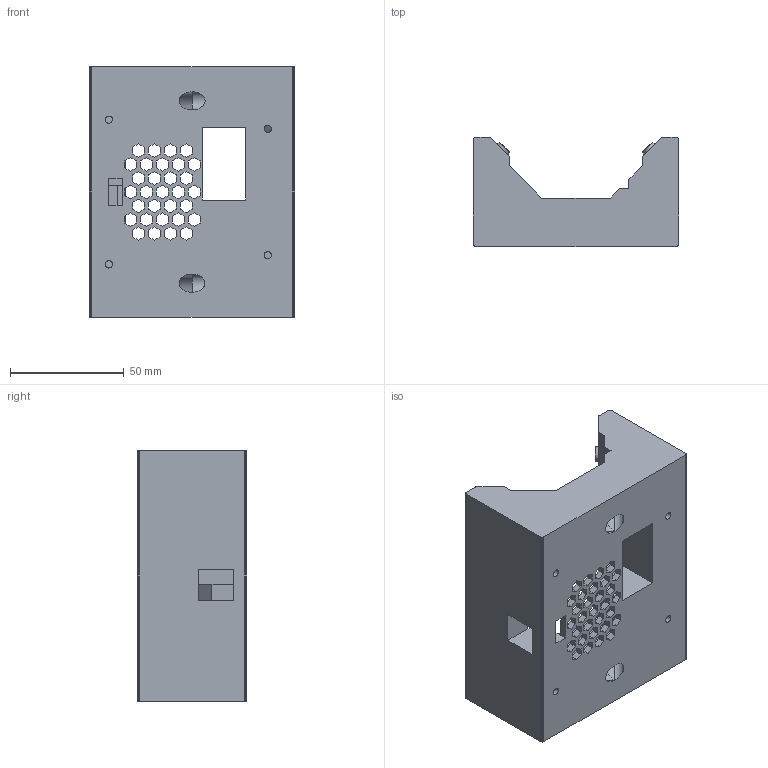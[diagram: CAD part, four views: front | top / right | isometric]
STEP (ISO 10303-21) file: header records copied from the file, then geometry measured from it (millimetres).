
FILE_DESCRIPTION(/* description */ (''),/* implementation_level */ '2;1');
FILE_NAME(/* name */ 'OB_Z_A~3',/* time_stamp */ '2025-11-23T02:24:43+08:00',/* author */ (''),/* organization */ (''),/* preprocessor_version */ 'ST-DEVELOPER v16.5',/* originating_system */ '',/* authorisation */ '');
FILE_SCHEMA (('CONFIG_CONTROL_DESIGN'));
Length unit declared in the file: millimetre
Products named in the file (1): Document
Bounding box: 90 x 48.05 x 109.97 mm (x, y, z)
Volume: 231048.3 mm3; surface area: 52054 mm2
Topology: 1 solids, 1 shells, 400 faces, 1130 edges, 739 vertices
Faces by surface type: plane 310, cylinder 76, bspline 14
Entity records: 12672 total; most frequent: CARTESIAN_POINT 4946, ORIENTED_EDGE 2260, EDGE_CURVE 1130, B_SPLINE_CURVE_WITH_KNOTS 939, VERTEX_POINT 739, EDGE_LOOP 497, ADVANCED_FACE 400, FACE_OUTER_BOUND 400
